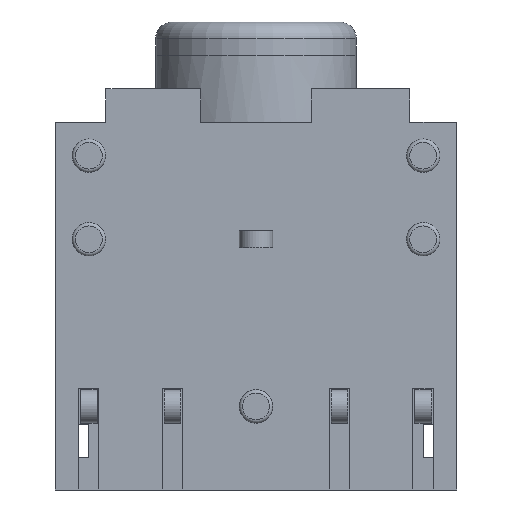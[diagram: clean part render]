
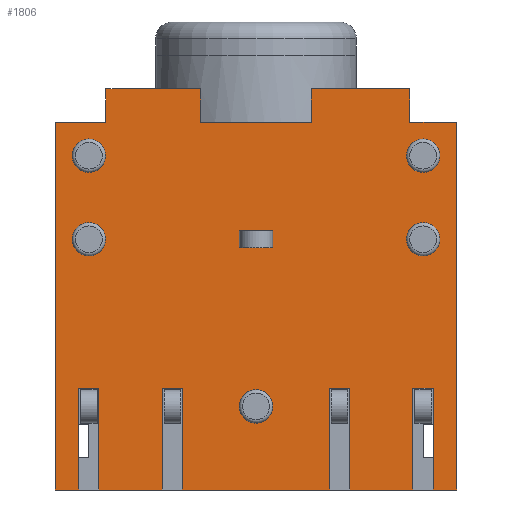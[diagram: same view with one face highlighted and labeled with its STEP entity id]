
A CAD part, front view. The second image highlights one B-rep face of the part: STEP entity #1806.
In plain terms, the highlighted planar face has unit normal (0, -1, 0).
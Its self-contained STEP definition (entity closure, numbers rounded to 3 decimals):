
#29=FACE_BOUND('',#280,.T.);
#30=FACE_BOUND('',#281,.T.);
#31=FACE_BOUND('',#282,.T.);
#32=FACE_BOUND('',#283,.T.);
#33=FACE_BOUND('',#284,.T.);
#66=CIRCLE('',#1909,0.5);
#72=CIRCLE('',#1918,0.5);
#78=CIRCLE('',#1927,0.5);
#84=CIRCLE('',#1936,0.5);
#90=CIRCLE('',#1945,0.5);
#178=FACE_OUTER_BOUND('',#279,.T.);
#279=EDGE_LOOP('',(#1478,#1479,#1480,#1481,#1482,#1483,#1484,#1485,#1486,
#1487,#1488,#1489,#1490,#1491,#1492,#1493,#1494,#1495,#1496,#1497,#1498,
#1499,#1500,#1501,#1502,#1503,#1504,#1505));
#280=EDGE_LOOP('',(#1506));
#281=EDGE_LOOP('',(#1507));
#282=EDGE_LOOP('',(#1508));
#283=EDGE_LOOP('',(#1509));
#284=EDGE_LOOP('',(#1510));
#381=LINE('',#2656,#578);
#386=LINE('',#2666,#583);
#388=LINE('',#2672,#585);
#391=LINE('',#2677,#588);
#396=LINE('',#2687,#593);
#398=LINE('',#2693,#595);
#401=LINE('',#2698,#598);
#404=LINE('',#2705,#601);
#410=LINE('',#2717,#607);
#412=LINE('',#2720,#609);
#416=LINE('',#2729,#613);
#418=LINE('',#2735,#615);
#421=LINE('',#2740,#618);
#427=LINE('',#2750,#624);
#429=LINE('',#2752,#626);
#430=LINE('',#2754,#627);
#432=LINE('',#2757,#629);
#435=LINE('',#2761,#632);
#451=LINE('',#2869,#648);
#454=LINE('',#2875,#651);
#457=LINE('',#2880,#654);
#458=LINE('',#2885,#655);
#459=LINE('',#2888,#656);
#461=LINE('',#2892,#658);
#462=LINE('',#2896,#659);
#464=LINE('',#2904,#661);
#465=LINE('',#2905,#662);
#466=LINE('',#2908,#663);
#578=VECTOR('',#2105,10.);
#583=VECTOR('',#2112,10.);
#585=VECTOR('',#2116,10.);
#588=VECTOR('',#2121,10.);
#593=VECTOR('',#2128,10.);
#595=VECTOR('',#2132,10.);
#598=VECTOR('',#2137,10.);
#601=VECTOR('',#2142,10.);
#607=VECTOR('',#2150,10.);
#609=VECTOR('',#2154,10.);
#613=VECTOR('',#2160,10.);
#615=VECTOR('',#2164,10.);
#618=VECTOR('',#2169,10.);
#624=VECTOR('',#2177,10.);
#626=VECTOR('',#2179,10.);
#627=VECTOR('',#2182,10.);
#629=VECTOR('',#2186,10.);
#632=VECTOR('',#2191,10.);
#648=VECTOR('',#2321,10.);
#651=VECTOR('',#2326,10.);
#654=VECTOR('',#2331,10.);
#655=VECTOR('',#2336,10.);
#656=VECTOR('',#2341,10.);
#658=VECTOR('',#2345,10.);
#659=VECTOR('',#2348,10.);
#661=VECTOR('',#2360,10.);
#662=VECTOR('',#2361,10.);
#663=VECTOR('',#2366,10.);
#762=VERTEX_POINT('',#2653);
#763=VERTEX_POINT('',#2655);
#765=VERTEX_POINT('',#2660);
#767=VERTEX_POINT('',#2664);
#768=VERTEX_POINT('',#2668);
#770=VERTEX_POINT('',#2671);
#773=VERTEX_POINT('',#2681);
#775=VERTEX_POINT('',#2685);
#776=VERTEX_POINT('',#2689);
#778=VERTEX_POINT('',#2692);
#780=VERTEX_POINT('',#2701);
#782=VERTEX_POINT('',#2704);
#785=VERTEX_POINT('',#2711);
#787=VERTEX_POINT('',#2715);
#789=VERTEX_POINT('',#2723);
#791=VERTEX_POINT('',#2727);
#792=VERTEX_POINT('',#2731);
#794=VERTEX_POINT('',#2734);
#798=VERTEX_POINT('',#2749);
#810=VERTEX_POINT('',#2797);
#815=VERTEX_POINT('',#2812);
#820=VERTEX_POINT('',#2827);
#825=VERTEX_POINT('',#2842);
#830=VERTEX_POINT('',#2857);
#832=VERTEX_POINT('',#2866);
#833=VERTEX_POINT('',#2868);
#834=VERTEX_POINT('',#2872);
#835=VERTEX_POINT('',#2874);
#836=VERTEX_POINT('',#2878);
#838=VERTEX_POINT('',#2884);
#839=VERTEX_POINT('',#2890);
#840=VERTEX_POINT('',#2894);
#841=VERTEX_POINT('',#2895);
#948=EDGE_CURVE('',#763,#762,#381,.T.);
#953=EDGE_CURVE('',#765,#767,#386,.T.);
#955=EDGE_CURVE('',#770,#768,#388,.T.);
#958=EDGE_CURVE('',#767,#770,#391,.T.);
#963=EDGE_CURVE('',#773,#775,#396,.T.);
#965=EDGE_CURVE('',#778,#776,#398,.T.);
#968=EDGE_CURVE('',#775,#778,#401,.T.);
#971=EDGE_CURVE('',#782,#780,#404,.T.);
#977=EDGE_CURVE('',#785,#787,#410,.T.);
#979=EDGE_CURVE('',#787,#782,#412,.T.);
#983=EDGE_CURVE('',#789,#791,#416,.T.);
#985=EDGE_CURVE('',#794,#792,#418,.T.);
#988=EDGE_CURVE('',#791,#794,#421,.T.);
#994=EDGE_CURVE('',#798,#789,#427,.T.);
#996=EDGE_CURVE('',#780,#763,#429,.T.);
#997=EDGE_CURVE('',#792,#773,#430,.T.);
#999=EDGE_CURVE('',#776,#765,#432,.T.);
#1002=EDGE_CURVE('',#768,#785,#435,.T.);
#1021=EDGE_CURVE('',#810,#810,#66,.T.);
#1028=EDGE_CURVE('',#815,#815,#72,.T.);
#1035=EDGE_CURVE('',#820,#820,#78,.T.);
#1042=EDGE_CURVE('',#825,#825,#84,.T.);
#1049=EDGE_CURVE('',#830,#830,#90,.T.);
#1053=EDGE_CURVE('',#832,#833,#451,.T.);
#1056=EDGE_CURVE('',#834,#835,#454,.T.);
#1059=EDGE_CURVE('',#836,#833,#457,.T.);
#1061=EDGE_CURVE('',#835,#838,#458,.T.);
#1063=EDGE_CURVE('',#762,#836,#459,.T.);
#1065=EDGE_CURVE('',#834,#839,#461,.T.);
#1066=EDGE_CURVE('',#840,#841,#462,.T.);
#1071=EDGE_CURVE('',#838,#841,#464,.T.);
#1072=EDGE_CURVE('',#840,#832,#465,.T.);
#1073=EDGE_CURVE('',#839,#798,#466,.T.);
#1478=ORIENTED_EDGE('',*,*,#955,.T.);
#1479=ORIENTED_EDGE('',*,*,#1002,.T.);
#1480=ORIENTED_EDGE('',*,*,#977,.T.);
#1481=ORIENTED_EDGE('',*,*,#979,.T.);
#1482=ORIENTED_EDGE('',*,*,#971,.T.);
#1483=ORIENTED_EDGE('',*,*,#996,.T.);
#1484=ORIENTED_EDGE('',*,*,#948,.T.);
#1485=ORIENTED_EDGE('',*,*,#1063,.T.);
#1486=ORIENTED_EDGE('',*,*,#1059,.T.);
#1487=ORIENTED_EDGE('',*,*,#1053,.F.);
#1488=ORIENTED_EDGE('',*,*,#1072,.F.);
#1489=ORIENTED_EDGE('',*,*,#1066,.T.);
#1490=ORIENTED_EDGE('',*,*,#1071,.F.);
#1491=ORIENTED_EDGE('',*,*,#1061,.F.);
#1492=ORIENTED_EDGE('',*,*,#1056,.F.);
#1493=ORIENTED_EDGE('',*,*,#1065,.T.);
#1494=ORIENTED_EDGE('',*,*,#1073,.T.);
#1495=ORIENTED_EDGE('',*,*,#994,.T.);
#1496=ORIENTED_EDGE('',*,*,#983,.T.);
#1497=ORIENTED_EDGE('',*,*,#988,.T.);
#1498=ORIENTED_EDGE('',*,*,#985,.T.);
#1499=ORIENTED_EDGE('',*,*,#997,.T.);
#1500=ORIENTED_EDGE('',*,*,#963,.T.);
#1501=ORIENTED_EDGE('',*,*,#968,.T.);
#1502=ORIENTED_EDGE('',*,*,#965,.T.);
#1503=ORIENTED_EDGE('',*,*,#999,.T.);
#1504=ORIENTED_EDGE('',*,*,#953,.T.);
#1505=ORIENTED_EDGE('',*,*,#958,.T.);
#1506=ORIENTED_EDGE('',*,*,#1021,.T.);
#1507=ORIENTED_EDGE('',*,*,#1049,.T.);
#1508=ORIENTED_EDGE('',*,*,#1035,.T.);
#1509=ORIENTED_EDGE('',*,*,#1042,.T.);
#1510=ORIENTED_EDGE('',*,*,#1028,.T.);
#1716=PLANE('',#1966);
#1806=ADVANCED_FACE('',(#178,#29,#30,#31,#32,#33),#1716,.F.);
#1909=AXIS2_PLACEMENT_3D('',#2799,#2232,#2233);
#1918=AXIS2_PLACEMENT_3D('',#2814,#2251,#2252);
#1927=AXIS2_PLACEMENT_3D('',#2829,#2270,#2271);
#1936=AXIS2_PLACEMENT_3D('',#2844,#2289,#2290);
#1945=AXIS2_PLACEMENT_3D('',#2859,#2308,#2309);
#1966=AXIS2_PLACEMENT_3D('',#2909,#2367,#2368);
#2105=DIRECTION('',(0.,0.,1.));
#2112=DIRECTION('',(0.,0.,1.));
#2116=DIRECTION('',(0.,0.,-1.));
#2121=DIRECTION('',(1.,0.,0.));
#2128=DIRECTION('',(0.,0.,1.));
#2132=DIRECTION('',(0.,0.,-1.));
#2137=DIRECTION('',(1.,0.,0.));
#2142=DIRECTION('',(0.,0.,-1.));
#2150=DIRECTION('',(0.,0.,1.));
#2154=DIRECTION('',(1.,0.,0.));
#2160=DIRECTION('',(0.,0.,1.));
#2164=DIRECTION('',(0.,0.,-1.));
#2169=DIRECTION('',(1.,0.,0.));
#2177=DIRECTION('',(1.,0.,0.));
#2179=DIRECTION('',(1.,0.,0.));
#2182=DIRECTION('',(1.,0.,0.));
#2186=DIRECTION('',(1.,0.,0.));
#2191=DIRECTION('',(1.,0.,0.));
#2232=DIRECTION('center_axis',(0.,1.,0.));
#2233=DIRECTION('ref_axis',(1.,0.,0.));
#2251=DIRECTION('center_axis',(0.,1.,0.));
#2252=DIRECTION('ref_axis',(1.,0.,0.));
#2270=DIRECTION('center_axis',(0.,1.,0.));
#2271=DIRECTION('ref_axis',(1.,0.,0.));
#2289=DIRECTION('center_axis',(0.,1.,0.));
#2290=DIRECTION('ref_axis',(1.,0.,0.));
#2308=DIRECTION('center_axis',(0.,1.,0.));
#2309=DIRECTION('ref_axis',(1.,0.,0.));
#2321=DIRECTION('',(1.,0.,0.));
#2326=DIRECTION('',(0.,0.,1.));
#2331=DIRECTION('',(0.,0.,1.));
#2336=DIRECTION('',(1.,0.,0.));
#2341=DIRECTION('',(-1.,0.,0.));
#2345=DIRECTION('',(-1.,0.,0.));
#2348=DIRECTION('',(-1.,0.,0.));
#2360=DIRECTION('',(0.,0.,-1.));
#2361=DIRECTION('',(0.,0.,1.));
#2366=DIRECTION('',(0.,0.,-1.));
#2367=DIRECTION('center_axis',(0.,1.,0.));
#2368=DIRECTION('ref_axis',(1.,0.,0.));
#2653=CARTESIAN_POINT('',(12.,0.,11.));
#2655=CARTESIAN_POINT('',(12.,0.,0.));
#2656=CARTESIAN_POINT('',(12.,0.,0.));
#2660=CARTESIAN_POINT('',(8.2,0.,0.));
#2664=CARTESIAN_POINT('',(8.2,0.,3.05));
#2666=CARTESIAN_POINT('',(8.2,0.,2.75));
#2668=CARTESIAN_POINT('',(8.8,0.,0.));
#2671=CARTESIAN_POINT('',(8.8,0.,3.05));
#2672=CARTESIAN_POINT('',(8.8,0.,2.75));
#2677=CARTESIAN_POINT('',(7.25,0.,3.05));
#2681=CARTESIAN_POINT('',(3.2,0.,0.));
#2685=CARTESIAN_POINT('',(3.2,0.,3.05));
#2687=CARTESIAN_POINT('',(3.2,0.,2.75));
#2689=CARTESIAN_POINT('',(3.8,0.,0.));
#2692=CARTESIAN_POINT('',(3.8,0.,3.05));
#2693=CARTESIAN_POINT('',(3.8,0.,2.75));
#2698=CARTESIAN_POINT('',(4.75,0.,3.05));
#2701=CARTESIAN_POINT('',(11.3,0.,0.));
#2704=CARTESIAN_POINT('',(11.3,0.,3.05));
#2705=CARTESIAN_POINT('',(11.3,0.,2.75));
#2711=CARTESIAN_POINT('',(10.69,0.,0.));
#2715=CARTESIAN_POINT('',(10.69,0.,3.05));
#2717=CARTESIAN_POINT('',(10.69,0.,2.75));
#2720=CARTESIAN_POINT('',(8.498,0.,3.05));
#2723=CARTESIAN_POINT('',(0.7,0.,0.));
#2727=CARTESIAN_POINT('',(0.7,0.,3.05));
#2729=CARTESIAN_POINT('',(0.7,0.,2.75));
#2731=CARTESIAN_POINT('',(1.3,0.,0.));
#2734=CARTESIAN_POINT('',(1.3,0.,3.05));
#2735=CARTESIAN_POINT('',(1.3,0.,2.75));
#2740=CARTESIAN_POINT('',(3.5,0.,3.05));
#2749=CARTESIAN_POINT('',(0.,0.,0.));
#2750=CARTESIAN_POINT('',(0.,0.,0.));
#2752=CARTESIAN_POINT('',(0.,0.,0.));
#2754=CARTESIAN_POINT('',(0.,0.,0.));
#2757=CARTESIAN_POINT('',(0.,0.,0.));
#2761=CARTESIAN_POINT('',(0.,0.,0.));
#2797=CARTESIAN_POINT('',(5.5,0.,2.5));
#2799=CARTESIAN_POINT('Origin',(6.,0.,2.5));
#2812=CARTESIAN_POINT('',(10.5,0.,7.5));
#2814=CARTESIAN_POINT('Origin',(11.,0.,7.5));
#2827=CARTESIAN_POINT('',(10.5,0.,10.));
#2829=CARTESIAN_POINT('Origin',(11.,0.,10.));
#2842=CARTESIAN_POINT('',(0.5,0.,7.5));
#2844=CARTESIAN_POINT('Origin',(1.,0.,7.5));
#2857=CARTESIAN_POINT('',(0.5,0.,10.));
#2859=CARTESIAN_POINT('Origin',(1.,0.,10.));
#2866=CARTESIAN_POINT('',(7.66,0.,12.));
#2868=CARTESIAN_POINT('',(10.6,0.,12.));
#2869=CARTESIAN_POINT('',(10.6,0.,12.));
#2872=CARTESIAN_POINT('',(1.512,0.,11.));
#2874=CARTESIAN_POINT('',(1.512,0.,12.));
#2875=CARTESIAN_POINT('',(1.512,0.,11.));
#2878=CARTESIAN_POINT('',(10.6,0.,11.));
#2880=CARTESIAN_POINT('',(10.6,0.,11.));
#2884=CARTESIAN_POINT('',(4.34,0.,12.));
#2885=CARTESIAN_POINT('',(10.6,0.,12.));
#2888=CARTESIAN_POINT('',(12.,0.,11.));
#2890=CARTESIAN_POINT('',(0.,0.,11.));
#2892=CARTESIAN_POINT('',(12.,0.,11.));
#2894=CARTESIAN_POINT('',(7.66,0.,11.));
#2895=CARTESIAN_POINT('',(4.34,0.,11.));
#2896=CARTESIAN_POINT('',(12.,0.,11.));
#2904=CARTESIAN_POINT('',(4.34,0.,11.));
#2905=CARTESIAN_POINT('',(7.66,0.,11.));
#2908=CARTESIAN_POINT('',(0.,0.,11.));
#2909=CARTESIAN_POINT('Origin',(6.,0.,5.5));
